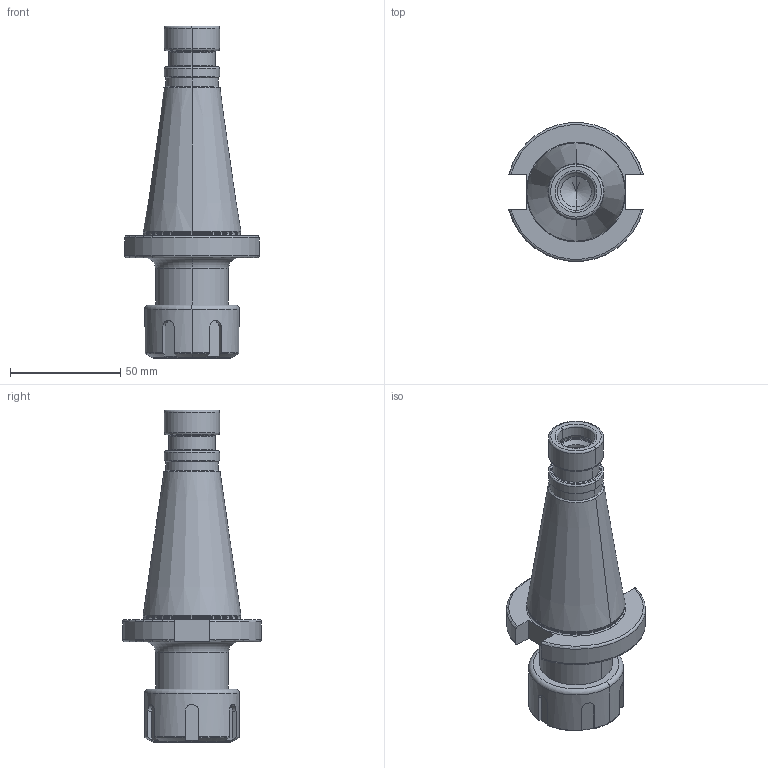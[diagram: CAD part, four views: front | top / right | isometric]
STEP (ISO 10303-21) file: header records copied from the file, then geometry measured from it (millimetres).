
FILE_DESCRIPTION((''),'2;1');
FILE_NAME('401_01_16','2020-11-30T',('103090'),(''),'CREO PARAMETRIC BY PTC INC, 2016260','CREO PARAMETRIC BY PTC INC, 2016260','');
FILE_SCHEMA(('CONFIG_CONTROL_DESIGN'));
Length unit declared in the file: millimetre
Products named in the file (1): 401_01_16
Bounding box: 60.91 x 62.76 x 150.4 mm (x, y, z)
Volume: 132000 mm3; surface area: 30456.1 mm2
Topology: 1 solids, 1 shells, 175 faces, 413 edges, 249 vertices
Faces by surface type: torus 52, cylinder 46, plane 45, cone 32
Entity records: 5353 total; most frequent: CARTESIAN_POINT 1240, DIRECTION 921, ORIENTED_EDGE 822, EDGE_CURVE 411, AXIS2_PLACEMENT_3D 390, VERTEX_POINT 249, CIRCLE 212, EDGE_LOOP 186
